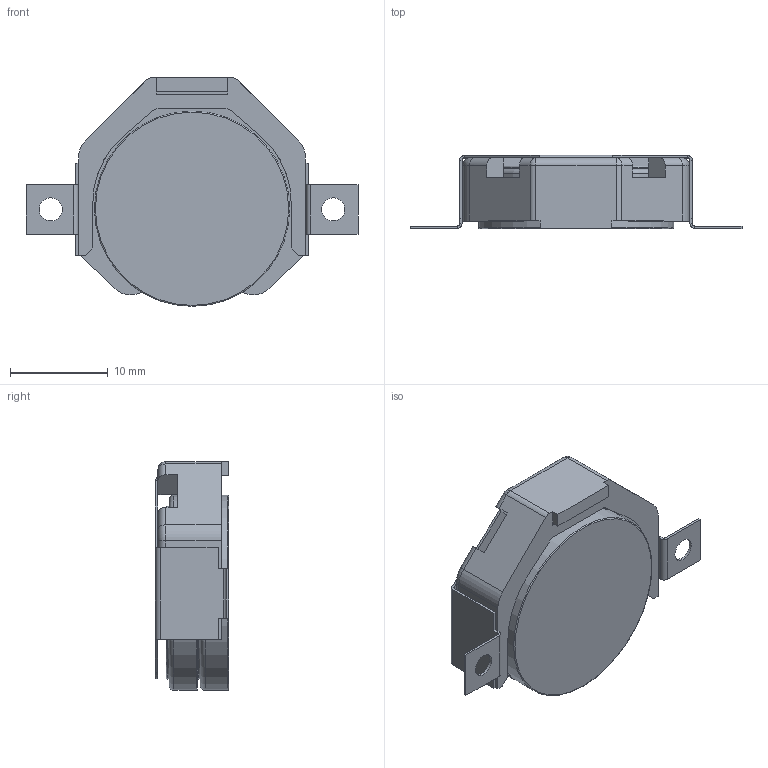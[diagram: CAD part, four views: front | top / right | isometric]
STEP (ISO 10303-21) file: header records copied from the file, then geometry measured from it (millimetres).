
FILE_DESCRIPTION(/* description */ (''),/* implementation_level */ '2;1');
FILE_NAME(/* name */ 'Battery Holder - CR2032 x2 - With Battery - Keystone - 3074-2 v2.step',/* time_stamp */ '2022-10-13T10:52:14+01:00',/* author */ (''),/* organization */ (''),/* preprocessor_version */ 'ST-DEVELOPER v19',/* originating_system */ 'Autodesk Translation Framework v11.7.0.108',/* authorisation */ '');
FILE_SCHEMA (('AUTOMOTIVE_DESIGN { 1 0 10303 214 3 1 1 }'));
Length unit declared in the file: millimetre
Products named in the file (5): Battery Holder - CR2032 x2 - With Battery - Keystone - 3074-2; Battery - CR2032; Battery Holder - CR2032 x2 - Keystone - 3074-2; Battery Holder; Component2
Assembly tree (5 placements, depth 3):
  Battery Holder - CR2032 x2 - With Battery - Keystone - 3074-2
    Battery - CR2032  x2
    Battery Holder - CR2032 x2 - Keystone - 3074-2
      Battery Holder
      Component2
Bounding box: 34.01 x 7.49 x 23.43 mm (x, y, z)
Volume: 2716.5 mm3; surface area: 3710 mm2
Topology: 4 solids, 4 shells, 189 faces, 449 edges, 268 vertices
Faces by surface type: plane 135, cylinder 44, torus 8, sphere 2
Full cylindrical faces by diameter (mm): 2.362 x2, 17.7 x2, 20 x2
Entity records: 5491 total; most frequent: DIRECTION 915, CARTESIAN_POINT 888, ORIENTED_EDGE 870, EDGE_CURVE 435, LINE 339, VECTOR 339, AXIS2_PLACEMENT_3D 288, VERTEX_POINT 261
